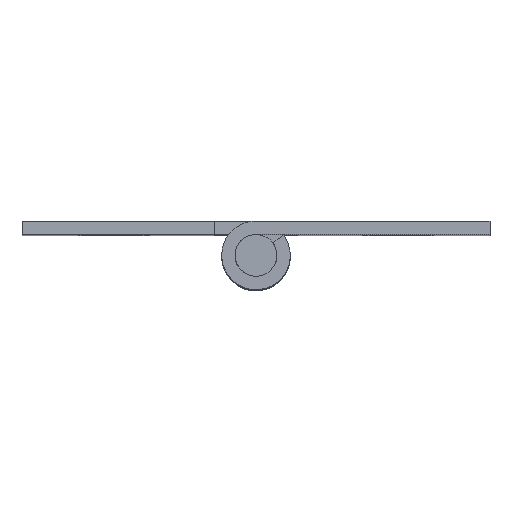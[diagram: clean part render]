
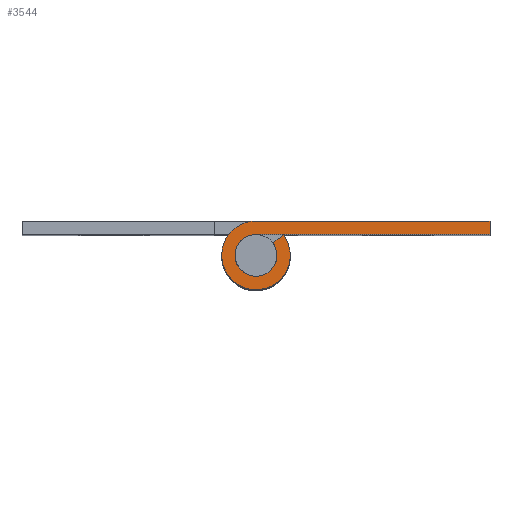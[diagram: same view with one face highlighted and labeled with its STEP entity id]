
A CAD part, top view. The second image highlights one B-rep face of the part: STEP entity #3544.
In plain terms, the highlighted free-form (B-spline) face has degree [1, 1] with [2, 2] control points.
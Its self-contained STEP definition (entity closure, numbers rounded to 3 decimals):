
#3467=CARTESIAN_POINT('',(-5.701,-4.499,89.));
#3468=CARTESIAN_POINT('',(29.603,-4.499,89.));
#3469=CARTESIAN_POINT('',(-5.701,4.509,89.));
#3470=CARTESIAN_POINT('',(29.603,4.509,89.));
#3471=B_SPLINE_SURFACE_WITH_KNOTS('',1,1,((#3467,#3469),(#3468,#3470)),.UNSPECIFIED.,.F.,.F.,.U.,(2,2),(2,2),(0.0,35.304),(0.0,9.008),.UNSPECIFIED.);
#3472=CARTESIAN_POINT('',(0.004,4.1,89.));
#3473=VERTEX_POINT('',#3472);
#3474=CARTESIAN_POINT('',(28.0,4.1,89.));
#3475=VERTEX_POINT('',#3474);
#3476=CARTESIAN_POINT('',(0.004,4.1,89.));
#3477=CARTESIAN_POINT('',(28.0,4.1,89.));
#3478=QUASI_UNIFORM_CURVE('',1,(#3476,#3477),.UNSPECIFIED.,.F.,.U.);
#3479=EDGE_CURVE('',#3473,#3475,#3478,.T.);
#3480=ORIENTED_EDGE('',*,*,#3479,.F.);
#3481=CARTESIAN_POINT('',(3.287,2.45,89.));
#3482=VERTEX_POINT('',#3481);
#3483=CARTESIAN_POINT('',(3.287,2.45,89.));
#3484=CARTESIAN_POINT('',(5.225,-0.15,89.));
#3485=CARTESIAN_POINT('',(3.141,-2.635,89.));
#3486=CARTESIAN_POINT('',(1.057,-5.12,89.));
#3487=CARTESIAN_POINT('',(-1.841,-3.663,89.));
#3488=CARTESIAN_POINT('',(-4.739,-2.207,89.));
#3489=CARTESIAN_POINT('',(-3.989,0.948,89.));
#3490=CARTESIAN_POINT('',(-3.239,4.103,89.));
#3491=CARTESIAN_POINT('',(0.004,4.1,89.));
#3499=(BOUNDED_CURVE()B_SPLINE_CURVE(2,(#3483,#3484,#3485,#3486,#3487,#3488,#3489,#3490,#3491),.UNSPECIFIED.,.F.,.U.)B_SPLINE_CURVE_WITH_KNOTS((3,2,2,2,3),(0.0,0.25,0.5,0.75,1.0),.UNSPECIFIED.)CURVE()GEOMETRIC_REPRESENTATION_ITEM()RATIONAL_B_SPLINE_CURVE((1.0,0.784,1.0,0.784,1.0,0.784,1.0,0.784,1.0))REPRESENTATION_ITEM(''));
#3500=EDGE_CURVE('',#3482,#3473,#3499,.T.);
#3501=ORIENTED_EDGE('',*,*,#3500,.F.);
#3502=CARTESIAN_POINT('',(2.005,1.494,89.));
#3503=VERTEX_POINT('',#3502);
#3504=CARTESIAN_POINT('',(2.005,1.494,89.));
#3505=CARTESIAN_POINT('',(3.287,2.45,89.));
#3506=QUASI_UNIFORM_CURVE('',1,(#3504,#3505),.UNSPECIFIED.,.F.,.U.);
#3507=EDGE_CURVE('',#3503,#3482,#3506,.T.);
#3508=ORIENTED_EDGE('',*,*,#3507,.F.);
#3509=CARTESIAN_POINT('',(0.0,2.5,89.));
#3510=VERTEX_POINT('',#3509);
#3511=CARTESIAN_POINT('',(2.005,1.494,89.));
#3512=CARTESIAN_POINT('',(3.186,-0.091,89.));
#3513=CARTESIAN_POINT('',(1.916,-1.606,89.));
#3514=CARTESIAN_POINT('',(0.645,-3.121,89.));
#3515=CARTESIAN_POINT('',(-1.121,-2.234,89.));
#3516=CARTESIAN_POINT('',(-2.888,-1.348,89.));
#3517=CARTESIAN_POINT('',(-2.433,0.576,89.));
#3518=CARTESIAN_POINT('',(-1.977,2.5,89.));
#3519=CARTESIAN_POINT('',(0.0,2.5,89.));
#3527=(BOUNDED_CURVE()B_SPLINE_CURVE(2,(#3511,#3512,#3513,#3514,#3515,#3516,#3517,#3518,#3519),.UNSPECIFIED.,.F.,.U.)B_SPLINE_CURVE_WITH_KNOTS((3,2,2,2,3),(0.0,0.25,0.5,0.75,1.0),.UNSPECIFIED.)CURVE()GEOMETRIC_REPRESENTATION_ITEM()RATIONAL_B_SPLINE_CURVE((1.0,0.784,1.0,0.784,1.0,0.784,1.0,0.784,1.0))REPRESENTATION_ITEM(''));
#3528=EDGE_CURVE('',#3503,#3510,#3527,.T.);
#3529=ORIENTED_EDGE('',*,*,#3528,.T.);
#3530=CARTESIAN_POINT('',(28.0,2.5,89.));
#3531=VERTEX_POINT('',#3530);
#3532=CARTESIAN_POINT('',(28.0,2.5,89.));
#3533=CARTESIAN_POINT('',(0.0,2.5,89.));
#3534=QUASI_UNIFORM_CURVE('',1,(#3532,#3533),.UNSPECIFIED.,.F.,.U.);
#3535=EDGE_CURVE('',#3531,#3510,#3534,.T.);
#3536=ORIENTED_EDGE('',*,*,#3535,.F.);
#3537=CARTESIAN_POINT('',(28.0,4.1,89.));
#3538=CARTESIAN_POINT('',(28.0,2.5,89.));
#3539=QUASI_UNIFORM_CURVE('',1,(#3537,#3538),.UNSPECIFIED.,.F.,.U.);
#3540=EDGE_CURVE('',#3475,#3531,#3539,.T.);
#3541=ORIENTED_EDGE('',*,*,#3540,.F.);
#3542=EDGE_LOOP('',(#3480,#3501,#3508,#3529,#3536,#3541));
#3543=FACE_OUTER_BOUND('',#3542,.T.);
#3544=ADVANCED_FACE('',(#3543),#3471,.T.);
